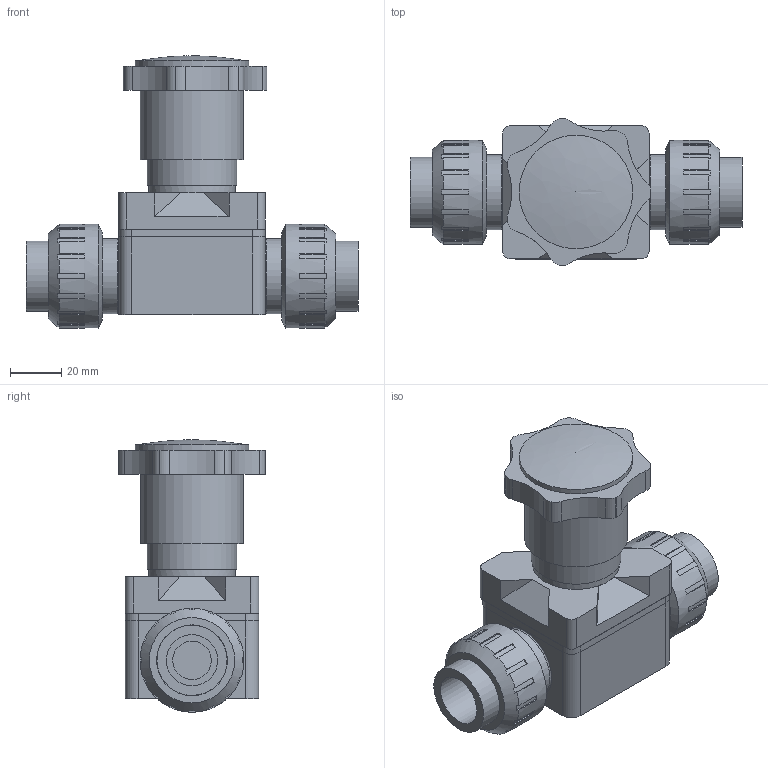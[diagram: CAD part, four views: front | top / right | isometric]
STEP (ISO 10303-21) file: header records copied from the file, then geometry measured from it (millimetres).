
FILE_DESCRIPTION(/* description */ (''),/* implementation_level */ '2;1');
FILE_NAME(/* name */ 'CMUIV020E.iam.stp',/* time_stamp */ '2013-10-01T10:16:49+02:00',/* author */ ('bfaro'),/* organization */ (''),/* preprocessor_version */ 'ST-DEVELOPER v15.2',/* originating_system */ 'Autodesk Inventor 2014',/* authorisation */ '');
FILE_SCHEMA (('AUTOMOTIVE_DESIGN { 1 0 10303 214 3 1 1 }'));
Length unit declared in the file: millimetre
Products named in the file (6): membrana CM; cassa CMUIV-CMUFV; volantino CMUIV-CMUFV; EFV100; QBIV020; CMUIV020E
Bounding box: 129.5 x 57.3 x 106.25 mm (x, y, z)
Volume: 265733.3 mm3; surface area: 59715.4 mm2
Topology: 7 solids, 7 shells, 254 faces, 679 edges, 450 vertices
Faces by surface type: plane 151, cylinder 96, cone 4, torus 2, bspline 1
Full cylindrical faces by diameter (mm): 5 x2, 15 x2, 20 x2, 27.4 x2, 27.6 x2, 29.2 x2, 30.1 x2, 30.291 x2, 33.85 x1, 34.2 x2, 35 x1, 40.2 x1, 40.5 x2, 44.3 x1
Entity records: 5490 total; most frequent: CARTESIAN_POINT 1006, DIRECTION 952, ORIENTED_EDGE 862, EDGE_CURVE 431, AXIS2_PLACEMENT_3D 369, VERTEX_POINT 297, LINE 214, VECTOR 214
